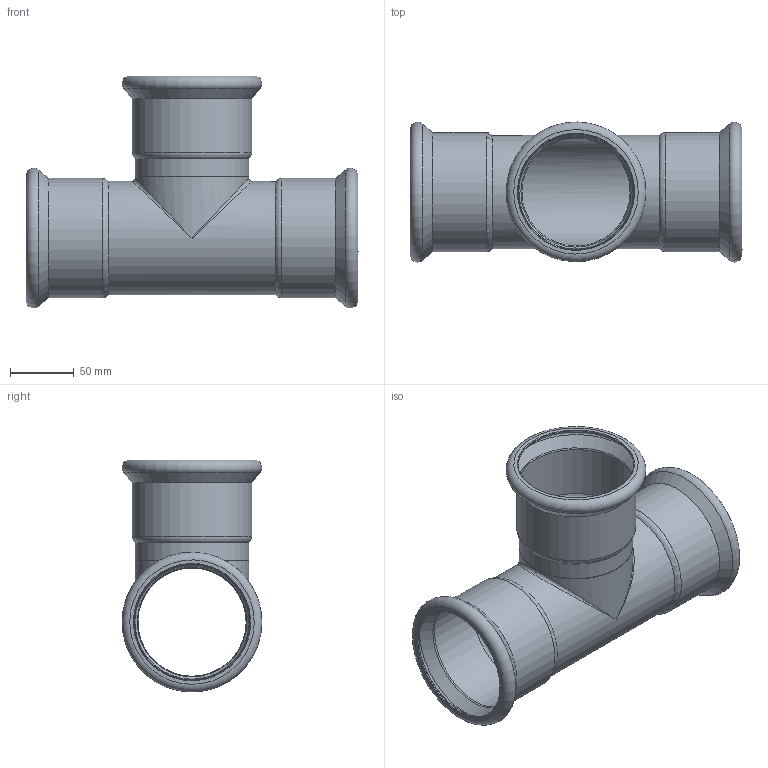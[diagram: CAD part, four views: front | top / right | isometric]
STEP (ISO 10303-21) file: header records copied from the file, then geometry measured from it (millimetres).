
FILE_DESCRIPTION(/* description */ (''),/* implementation_level */ '2;1');
FILE_NAME(/* name */ '43010.stp',/* time_stamp */ '2023-09-08T11:21:30+02:00',/* author */ ('JANAN'),/* organization */ (''),/* preprocessor_version */ 'ST-DEVELOPER v19.2',/* originating_system */ 'Autodesk Inventor 2023',/* authorisation */ '');
FILE_SCHEMA (('AUTOMOTIVE_DESIGN { 1 0 10303 214 3 1 1 }'));
Length unit declared in the file: millimetre
Products named in the file (1): tmpACB1.tmp
Bounding box: 260 x 109.47 x 181.68 mm (x, y, z)
Volume: 203760.8 mm3; surface area: 207775.2 mm2
Topology: 2 solids, 2 shells, 65 faces, 144 edges, 81 vertices
Faces by surface type: torus 18, cylinder 15, cone 14, plane 10, bspline 8
Full cylindrical faces by diameter (mm): 84.78 x2, 85.4 x1, 88.9 x3, 89.5 x3, 91 x3, 93.5 x3
Entity records: 4133 total; most frequent: CARTESIAN_POINT 2588, DIRECTION 331, ORIENTED_EDGE 280, AXIS2_PLACEMENT_3D 149, EDGE_CURVE 140, CIRCLE 87, VERTEX_POINT 81, EDGE_LOOP 73
